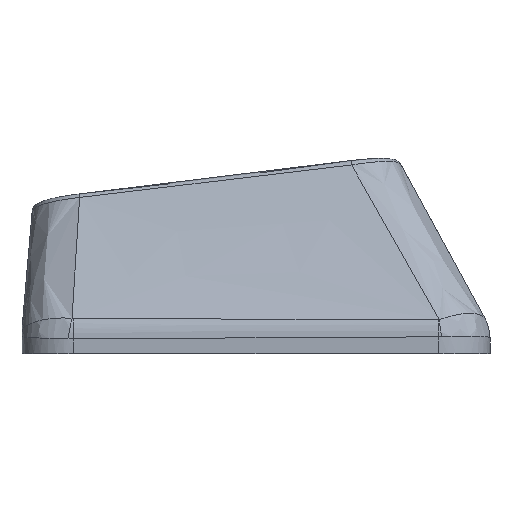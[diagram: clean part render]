
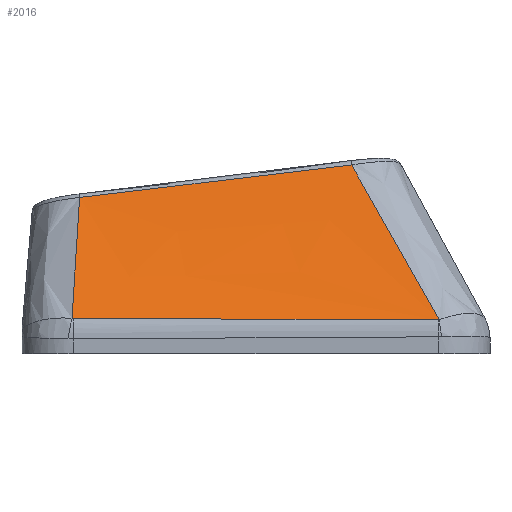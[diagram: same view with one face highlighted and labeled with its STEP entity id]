
A CAD part, left-side view. The second image highlights one B-rep face of the part: STEP entity #2016.
In plain terms, the highlighted free-form (B-spline) face has degree [3, 3] with [4, 4] control points.
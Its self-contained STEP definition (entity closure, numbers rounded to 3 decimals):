
#62=B_SPLINE_SURFACE_WITH_KNOTS('',3,3,((#5107,#5108,#5109,#5110),(#5111,
#5112,#5113,#5114),(#5115,#5116,#5117,#5118),(#5119,#5120,#5121,#5122)),
 .UNSPECIFIED.,.F.,.F.,.F.,(4,4),(4,4),(0.1,0.893),
(0.029,0.952),.UNSPECIFIED.);
#239=FACE_OUTER_BOUND('',#340,.T.);
#340=EDGE_LOOP('',(#1763,#1764,#1765,#1766,#1767,#1768));
#515=B_SPLINE_CURVE_WITH_KNOTS('',3,(#4646,#4647,#4648,#4649),
 .UNSPECIFIED.,.F.,.F.,(4,4),(0.,0.003),.UNSPECIFIED.);
#517=B_SPLINE_CURVE_WITH_KNOTS('',3,(#4673,#4674,#4675,#4676),
 .UNSPECIFIED.,.F.,.F.,(4,4),(0.,1.416),.UNSPECIFIED.);
#519=B_SPLINE_CURVE_WITH_KNOTS('',3,(#4697,#4698,#4699,#4700),
 .UNSPECIFIED.,.F.,.F.,(4,4),(0.,0.005),
 .UNSPECIFIED.);
#527=B_SPLINE_CURVE_WITH_KNOTS('',3,(#4792,#4793,#4794,#4795),
 .UNSPECIFIED.,.F.,.F.,(4,4),(-0.573,-0.02),
 .UNSPECIFIED.);
#538=B_SPLINE_CURVE_WITH_KNOTS('',3,(#5041,#5042,#5043,#5044),
 .UNSPECIFIED.,.F.,.F.,(4,4),(-1.063,0.),.UNSPECIFIED.);
#542=B_SPLINE_CURVE_WITH_KNOTS('',3,(#5103,#5104,#5105,#5106),
 .UNSPECIFIED.,.F.,.F.,(4,4),(0.023,0.774),
 .UNSPECIFIED.);
#895=VERTEX_POINT('',#4272);
#918=VERTEX_POINT('',#4608);
#920=VERTEX_POINT('',#4639);
#922=VERTEX_POINT('',#4666);
#928=VERTEX_POINT('',#4791);
#943=VERTEX_POINT('',#5007);
#1215=EDGE_CURVE('',#918,#920,#515,.T.);
#1218=EDGE_CURVE('',#920,#922,#517,.T.);
#1220=EDGE_CURVE('',#922,#895,#519,.T.);
#1228=EDGE_CURVE('',#895,#928,#527,.T.);
#1256=EDGE_CURVE('',#928,#943,#538,.T.);
#1260=EDGE_CURVE('',#943,#918,#542,.T.);
#1763=ORIENTED_EDGE('',*,*,#1215,.F.);
#1764=ORIENTED_EDGE('',*,*,#1260,.F.);
#1765=ORIENTED_EDGE('',*,*,#1256,.F.);
#1766=ORIENTED_EDGE('',*,*,#1228,.F.);
#1767=ORIENTED_EDGE('',*,*,#1220,.F.);
#1768=ORIENTED_EDGE('',*,*,#1218,.F.);
#2016=ADVANCED_FACE('',(#239),#62,.T.);
#4272=CARTESIAN_POINT('',(-11.233,7.14,0.368));
#4608=CARTESIAN_POINT('',(-11.308,-7.107,0.314));
#4639=CARTESIAN_POINT('',(-11.308,-7.077,0.312));
#4646=CARTESIAN_POINT('Ctrl Pts',(-11.308,-7.107,0.314));
#4647=CARTESIAN_POINT('Ctrl Pts',(-11.308,-7.097,0.312));
#4648=CARTESIAN_POINT('Ctrl Pts',(-11.308,-7.087,0.312));
#4649=CARTESIAN_POINT('Ctrl Pts',(-11.308,-7.077,0.312));
#4666=CARTESIAN_POINT('',(-11.236,7.086,0.363));
#4673=CARTESIAN_POINT('Ctrl Pts',(-11.308,-7.077,0.312));
#4674=CARTESIAN_POINT('Ctrl Pts',(-11.29,-2.357,0.327));
#4675=CARTESIAN_POINT('Ctrl Pts',(-11.268,2.364,0.344));
#4676=CARTESIAN_POINT('Ctrl Pts',(-11.236,7.086,0.363));
#4697=CARTESIAN_POINT('Ctrl Pts',(-11.236,7.086,0.363));
#4698=CARTESIAN_POINT('Ctrl Pts',(-11.236,7.104,0.363));
#4699=CARTESIAN_POINT('Ctrl Pts',(-11.235,7.122,0.365));
#4700=CARTESIAN_POINT('Ctrl Pts',(-11.233,7.14,0.368));
#4791=CARTESIAN_POINT('',(-8.341,6.845,5.059));
#4792=CARTESIAN_POINT('Ctrl Pts',(-11.233,7.14,0.368));
#4793=CARTESIAN_POINT('Ctrl Pts',(-10.264,7.035,1.929));
#4794=CARTESIAN_POINT('Ctrl Pts',(-9.299,6.935,3.493));
#4795=CARTESIAN_POINT('Ctrl Pts',(-8.341,6.845,5.059));
#5007=CARTESIAN_POINT('',(-8.332,-3.708,6.321));
#5041=CARTESIAN_POINT('Ctrl Pts',(-8.341,6.845,5.059));
#5042=CARTESIAN_POINT('Ctrl Pts',(-8.338,3.327,5.477));
#5043=CARTESIAN_POINT('Ctrl Pts',(-8.335,-0.19,
5.898));
#5044=CARTESIAN_POINT('Ctrl Pts',(-8.332,-3.708,6.321));
#5103=CARTESIAN_POINT('Ctrl Pts',(-8.332,-3.708,6.321));
#5104=CARTESIAN_POINT('Ctrl Pts',(-9.33,-4.847,4.323));
#5105=CARTESIAN_POINT('Ctrl Pts',(-10.321,-5.979,2.32));
#5106=CARTESIAN_POINT('Ctrl Pts',(-11.308,-7.107,0.314));
#5107=CARTESIAN_POINT('Ctrl Pts',(-8.332,-4.091,6.366));
#5108=CARTESIAN_POINT('Ctrl Pts',(-9.324,-5.096,4.348));
#5109=CARTESIAN_POINT('Ctrl Pts',(-10.316,-6.102,2.33));
#5110=CARTESIAN_POINT('Ctrl Pts',(-11.308,-7.108,0.312));
#5111=CARTESIAN_POINT('Ctrl Pts',(-8.332,-0.346,
5.923));
#5112=CARTESIAN_POINT('Ctrl Pts',(-9.324,-1.017,4.046));
#5113=CARTESIAN_POINT('Ctrl Pts',(-10.316,-1.688,2.168));
#5114=CARTESIAN_POINT('Ctrl Pts',(-11.308,-2.359,0.29));
#5115=CARTESIAN_POINT('Ctrl Pts',(-8.332,3.398,5.481));
#5116=CARTESIAN_POINT('Ctrl Pts',(-9.324,3.062,3.743));
#5117=CARTESIAN_POINT('Ctrl Pts',(-10.316,2.726,2.006));
#5118=CARTESIAN_POINT('Ctrl Pts',(-11.308,2.391,0.269));
#5119=CARTESIAN_POINT('Ctrl Pts',(-8.332,7.142,5.038));
#5120=CARTESIAN_POINT('Ctrl Pts',(-9.324,7.141,3.441));
#5121=CARTESIAN_POINT('Ctrl Pts',(-10.316,7.141,1.844));
#5122=CARTESIAN_POINT('Ctrl Pts',(-11.308,7.14,0.247));
